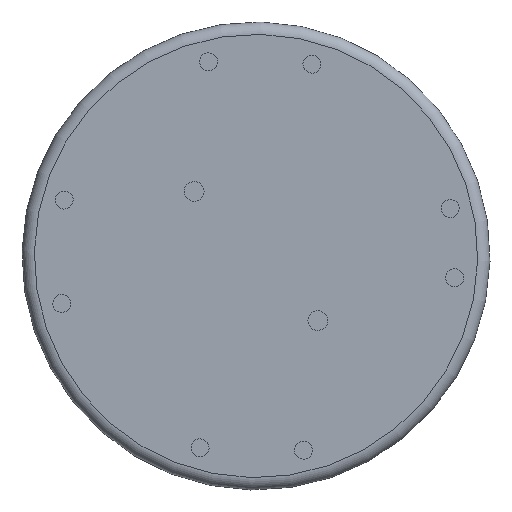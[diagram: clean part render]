
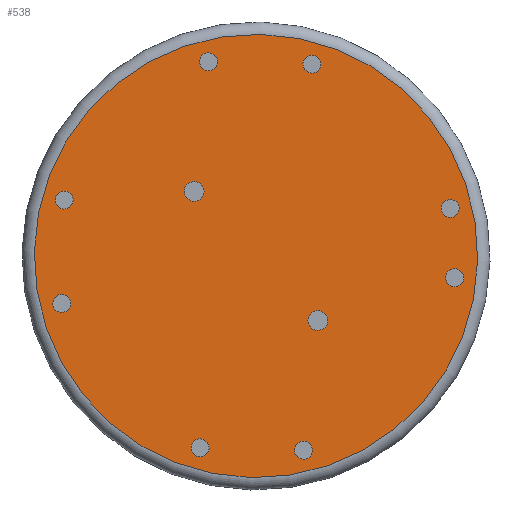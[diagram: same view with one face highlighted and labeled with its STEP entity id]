
A CAD part, front view. The second image highlights one B-rep face of the part: STEP entity #538.
In plain terms, the highlighted planar face has unit normal (0, -1, 0).
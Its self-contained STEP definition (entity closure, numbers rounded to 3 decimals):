
#6 = EDGE_CURVE ( 'NONE', #3249, #3249, #3021, .T. ) ;
#84 = AXIS2_PLACEMENT_3D ( 'NONE', #1532, #2721, #623 ) ;
#87 = DIRECTION ( 'NONE',  ( 0., 0., 1. ) ) ;
#111 = EDGE_CURVE ( 'NONE', #2730, #2730, #1137, .T. ) ;
#253 = AXIS2_PLACEMENT_3D ( 'NONE', #2839, #2253, #3082 ) ;
#255 = EDGE_CURVE ( 'NONE', #1523, #1523, #2949, .T. ) ;
#277 = EDGE_LOOP ( 'NONE', ( #2078 ) ) ;
#286 = CARTESIAN_POINT ( 'NONE',  ( -18.031, 0., 20.84 ) ) ;
#336 = PLANE ( 'NONE',  #84 ) ;
#361 = EDGE_CURVE ( 'NONE', #2396, #2396, #1079, .T. ) ;
#437 = AXIS2_PLACEMENT_3D ( 'NONE', #1259, #3763, #3634 ) ;
#507 = DIRECTION ( 'NONE',  ( 0., 1., 0. ) ) ;
#538 = ADVANCED_FACE ( 'NONE', ( #3303, #1472, #600, #877, #581, #2108, #3587, #1797, #2952, #2702, #921 ), #336, .F. ) ;
#545 = CARTESIAN_POINT ( 'NONE',  ( 18.031, 0., -18.031 ) ) ;
#555 = ORIENTED_EDGE ( 'NONE', *, *, #2365, .T. ) ;
#581 = FACE_BOUND ( 'NONE', #3419, .T. ) ;
#592 = CARTESIAN_POINT ( 'NONE',  ( 14.753, 0., -52.494 ) ) ;
#600 = FACE_BOUND ( 'NONE', #1319, .T. ) ;
#604 = AXIS2_PLACEMENT_3D ( 'NONE', #3585, #2754, #919 ) ;
#612 = CARTESIAN_POINT ( 'NONE',  ( 14.753, 0., 57.622 ) ) ;
#623 = DIRECTION ( 'NONE',  ( 0., 0., 1. ) ) ;
#670 = DIRECTION ( 'NONE',  ( 0., 1., 0. ) ) ;
#717 = VERTEX_POINT ( 'NONE', #975 ) ;
#747 = DIRECTION ( 'NONE',  ( 0., 0., 1. ) ) ;
#764 = AXIS2_PLACEMENT_3D ( 'NONE', #3814, #507, #1701 ) ;
#803 = CARTESIAN_POINT ( 'NONE',  ( -55.058, 0., 14.753 ) ) ;
#810 = AXIS2_PLACEMENT_3D ( 'NONE', #545, #2053, #1142 ) ;
#865 = DIRECTION ( 'NONE',  ( 0., 1., 0. ) ) ;
#877 = FACE_BOUND ( 'NONE', #277, .T. ) ;
#891 = EDGE_LOOP ( 'NONE', ( #3614 ) ) ;
#897 = AXIS2_PLACEMENT_3D ( 'NONE', #1237, #2756, #87 ) ;
#919 = DIRECTION ( 'NONE',  ( 0., 0., 1. ) ) ;
#921 = FACE_OUTER_BOUND ( 'NONE', #3677, .T. ) ;
#927 = CARTESIAN_POINT ( 'NONE',  ( 14.753, 0., 55.058 ) ) ;
#975 = CARTESIAN_POINT ( 'NONE',  ( -14.753, 0., -52.494 ) ) ;
#1025 = ORIENTED_EDGE ( 'NONE', *, *, #255, .T. ) ;
#1079 = CIRCLE ( 'NONE', #3757, 2.564 ) ;
#1128 = CIRCLE ( 'NONE', #3321, 2.564 ) ;
#1137 = CIRCLE ( 'NONE', #3196, 2.564 ) ;
#1142 = DIRECTION ( 'NONE',  ( 0., 0., 1. ) ) ;
#1237 = CARTESIAN_POINT ( 'NONE',  ( -14.753, 0., -55.058 ) ) ;
#1259 = CARTESIAN_POINT ( 'NONE',  ( -55.058, 0., -14.753 ) ) ;
#1285 = EDGE_LOOP ( 'NONE', ( #3731 ) ) ;
#1304 = CARTESIAN_POINT ( 'NONE',  ( 18.031, 0., -15.222 ) ) ;
#1319 = EDGE_LOOP ( 'NONE', ( #2336 ) ) ;
#1432 = CARTESIAN_POINT ( 'NONE',  ( 55.058, 0., 14.753 ) ) ;
#1444 = AXIS2_PLACEMENT_3D ( 'NONE', #3313, #2413, #2159 ) ;
#1472 = FACE_BOUND ( 'NONE', #1760, .T. ) ;
#1496 = EDGE_LOOP ( 'NONE', ( #1808 ) ) ;
#1523 = VERTEX_POINT ( 'NONE', #612 ) ;
#1532 = CARTESIAN_POINT ( 'NONE',  ( 0., 0., 0. ) ) ;
#1574 = CIRCLE ( 'NONE', #253, 2.564 ) ;
#1577 = CIRCLE ( 'NONE', #1444, 2.809 ) ;
#1631 = EDGE_CURVE ( 'NONE', #3597, #3597, #3787, .T. ) ;
#1637 = ORIENTED_EDGE ( 'NONE', *, *, #3651, .T. ) ;
#1700 = DIRECTION ( 'NONE',  ( 0., 1., 0. ) ) ;
#1701 = DIRECTION ( 'NONE',  ( 0., 0., 1. ) ) ;
#1759 = ORIENTED_EDGE ( 'NONE', *, *, #2589, .T. ) ;
#1760 = EDGE_LOOP ( 'NONE', ( #1900 ) ) ;
#1767 = VERTEX_POINT ( 'NONE', #286 ) ;
#1797 = FACE_BOUND ( 'NONE', #2778, .T. ) ;
#1808 = ORIENTED_EDGE ( 'NONE', *, *, #361, .T. ) ;
#1834 = CIRCLE ( 'NONE', #897, 2.564 ) ;
#1900 = ORIENTED_EDGE ( 'NONE', *, *, #111, .T. ) ;
#1922 = CARTESIAN_POINT ( 'NONE',  ( -55.058, 0., 17.316 ) ) ;
#1967 = EDGE_LOOP ( 'NONE', ( #1759 ) ) ;
#2053 = DIRECTION ( 'NONE',  ( 0., 1., 0. ) ) ;
#2078 = ORIENTED_EDGE ( 'NONE', *, *, #3236, .T. ) ;
#2079 = VERTEX_POINT ( 'NONE', #592 ) ;
#2108 = FACE_BOUND ( 'NONE', #2772, .T. ) ;
#2159 = DIRECTION ( 'NONE',  ( 0., 0., 1. ) ) ;
#2216 = CARTESIAN_POINT ( 'NONE',  ( -14.753, 0., 55.058 ) ) ;
#2253 = DIRECTION ( 'NONE',  ( 0., 1., 0. ) ) ;
#2336 = ORIENTED_EDGE ( 'NONE', *, *, #6, .T. ) ;
#2353 = CARTESIAN_POINT ( 'NONE',  ( 55.058, 0., 17.316 ) ) ;
#2365 = EDGE_CURVE ( 'NONE', #1767, #1767, #1577, .T. ) ;
#2396 = VERTEX_POINT ( 'NONE', #3292 ) ;
#2413 = DIRECTION ( 'NONE',  ( 0., 1., 0. ) ) ;
#2459 = AXIS2_PLACEMENT_3D ( 'NONE', #927, #670, #3025 ) ;
#2570 = DIRECTION ( 'NONE',  ( 0., 0., 1. ) ) ;
#2589 = EDGE_CURVE ( 'NONE', #2079, #2079, #1574, .T. ) ;
#2702 = FACE_BOUND ( 'NONE', #1967, .T. ) ;
#2721 = DIRECTION ( 'NONE',  ( 0., 1., 0. ) ) ;
#2730 = VERTEX_POINT ( 'NONE', #2353 ) ;
#2745 = EDGE_CURVE ( 'NONE', #3340, #3340, #1128, .T. ) ;
#2754 = DIRECTION ( 'NONE',  ( 0., -1., 0. ) ) ;
#2756 = DIRECTION ( 'NONE',  ( 0., 1., 0. ) ) ;
#2772 = EDGE_LOOP ( 'NONE', ( #1637 ) ) ;
#2778 = EDGE_LOOP ( 'NONE', ( #1025 ) ) ;
#2839 = CARTESIAN_POINT ( 'NONE',  ( 14.753, 0., -55.058 ) ) ;
#2898 = DIRECTION ( 'NONE',  ( 0., 0., 1. ) ) ;
#2949 = CIRCLE ( 'NONE', #2459, 2.564 ) ;
#2952 = FACE_BOUND ( 'NONE', #891, .T. ) ;
#2969 = EDGE_CURVE ( 'NONE', #3617, #3617, #3427, .T. ) ;
#3021 = CIRCLE ( 'NONE', #764, 2.564 ) ;
#3025 = DIRECTION ( 'NONE',  ( 0., 0., 1. ) ) ;
#3082 = DIRECTION ( 'NONE',  ( 0., 0., 1. ) ) ;
#3196 = AXIS2_PLACEMENT_3D ( 'NONE', #1432, #865, #2570 ) ;
#3230 = CARTESIAN_POINT ( 'NONE',  ( 0., 0., 63.225 ) ) ;
#3236 = EDGE_CURVE ( 'NONE', #3409, #3409, #3612, .T. ) ;
#3249 = VERTEX_POINT ( 'NONE', #3315 ) ;
#3292 = CARTESIAN_POINT ( 'NONE',  ( -14.753, 0., 57.622 ) ) ;
#3303 = FACE_BOUND ( 'NONE', #1285, .T. ) ;
#3313 = CARTESIAN_POINT ( 'NONE',  ( -18.031, 0., 18.031 ) ) ;
#3315 = CARTESIAN_POINT ( 'NONE',  ( 56.783, 0., -2.404 ) ) ;
#3321 = AXIS2_PLACEMENT_3D ( 'NONE', #803, #1700, #2898 ) ;
#3340 = VERTEX_POINT ( 'NONE', #1922 ) ;
#3409 = VERTEX_POINT ( 'NONE', #1304 ) ;
#3419 = EDGE_LOOP ( 'NONE', ( #555 ) ) ;
#3423 = DIRECTION ( 'NONE',  ( 0., 1., 0. ) ) ;
#3427 = CIRCLE ( 'NONE', #437, 2.564 ) ;
#3585 = CARTESIAN_POINT ( 'NONE',  ( 0., 0., 0. ) ) ;
#3587 = FACE_BOUND ( 'NONE', #1496, .T. ) ;
#3597 = VERTEX_POINT ( 'NONE', #3230 ) ;
#3612 = CIRCLE ( 'NONE', #810, 2.809 ) ;
#3614 = ORIENTED_EDGE ( 'NONE', *, *, #2969, .T. ) ;
#3617 = VERTEX_POINT ( 'NONE', #3676 ) ;
#3634 = DIRECTION ( 'NONE',  ( 0., 0., 1. ) ) ;
#3651 = EDGE_CURVE ( 'NONE', #717, #717, #1834, .T. ) ;
#3676 = CARTESIAN_POINT ( 'NONE',  ( -55.058, 0., -12.189 ) ) ;
#3677 = EDGE_LOOP ( 'NONE', ( #3708 ) ) ;
#3708 = ORIENTED_EDGE ( 'NONE', *, *, #1631, .T. ) ;
#3731 = ORIENTED_EDGE ( 'NONE', *, *, #2745, .T. ) ;
#3757 = AXIS2_PLACEMENT_3D ( 'NONE', #2216, #3423, #747 ) ;
#3763 = DIRECTION ( 'NONE',  ( 0., 1., 0. ) ) ;
#3787 = CIRCLE ( 'NONE', #604, 63.225 ) ;
#3814 = CARTESIAN_POINT ( 'NONE',  ( 56.783, 0., -4.968 ) ) ;
